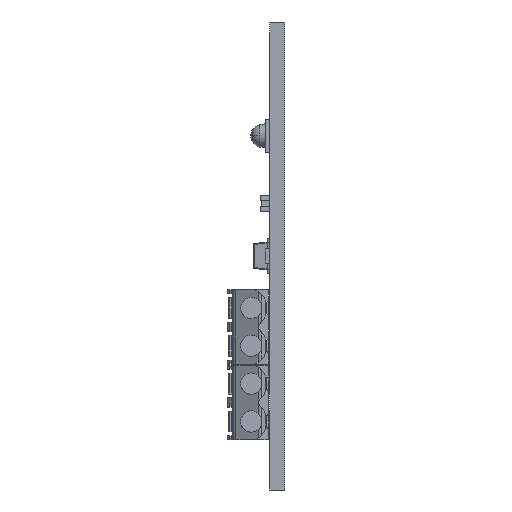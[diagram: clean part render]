
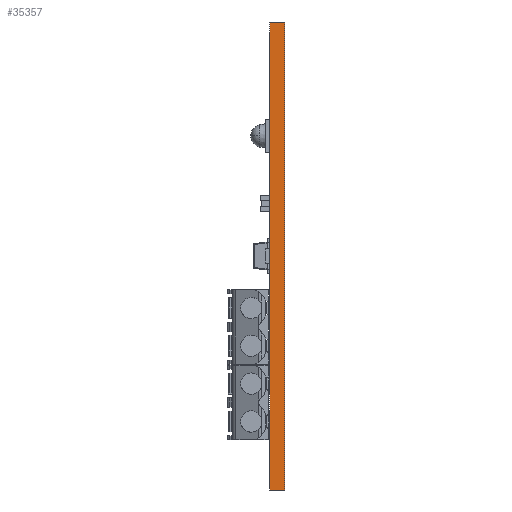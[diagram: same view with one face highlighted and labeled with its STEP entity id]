
A CAD part, left-side view. The second image highlights one B-rep face of the part: STEP entity #35357.
In plain terms, the highlighted planar face has unit normal (-1, 0, 0).
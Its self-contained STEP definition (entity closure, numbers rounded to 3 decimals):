
#4920 = VECTOR ( 'NONE', #53249, 1000. ) ;
#5162 = ORIENTED_EDGE ( 'NONE', *, *, #53250, .T. ) ;
#6847 = ORIENTED_EDGE ( 'NONE', *, *, #15843, .F. ) ;
#8052 = VECTOR ( 'NONE', #41850, 1000. ) ;
#10719 = CARTESIAN_POINT ( 'NONE',  ( 0., 0., 0. ) ) ;
#11194 = DIRECTION ( 'NONE',  ( 0., 0., -1. ) ) ;
#11645 = CARTESIAN_POINT ( 'NONE',  ( 0., -1.6, 0. ) ) ;
#11914 = LINE ( 'NONE', #10719, #67477 ) ;
#15843 = EDGE_CURVE ( 'NONE', #29342, #36274, #20912, .T. ) ;
#16355 = CARTESIAN_POINT ( 'NONE',  ( 0., -1.6, 0. ) ) ;
#16602 = DIRECTION ( 'NONE',  ( 0., 0., -1. ) ) ;
#17052 = DIRECTION ( 'NONE',  ( 1., 0., 0. ) ) ;
#20912 = LINE ( 'NONE', #42048, #4920 ) ;
#23577 = VECTOR ( 'NONE', #16602, 1000. ) ;
#24169 = CARTESIAN_POINT ( 'NONE',  ( 0., -1.6, -49.5 ) ) ;
#25247 = LINE ( 'NONE', #16355, #23577 ) ;
#27290 = CARTESIAN_POINT ( 'NONE',  ( 0., 0., -49.5 ) ) ;
#29342 = VERTEX_POINT ( 'NONE', #24169 ) ;
#33021 = FACE_OUTER_BOUND ( 'NONE', #63885, .T. ) ;
#35357 = ADVANCED_FACE ( 'NONE', ( #33021 ), #43936, .F. ) ;
#36274 = VERTEX_POINT ( 'NONE', #27290 ) ;
#41850 = DIRECTION ( 'NONE',  ( 0., 1., 0. ) ) ;
#41931 = EDGE_CURVE ( 'NONE', #55917, #29342, #25247, .T. ) ;
#42048 = CARTESIAN_POINT ( 'NONE',  ( 0., -1.6, -49.5 ) ) ;
#42085 = CARTESIAN_POINT ( 'NONE',  ( 0., -1.6, 0. ) ) ;
#43815 = VERTEX_POINT ( 'NONE', #50700 ) ;
#43936 = PLANE ( 'NONE',  #57350 ) ;
#44961 = EDGE_CURVE ( 'NONE', #55917, #43815, #50975, .T. ) ;
#49655 = ORIENTED_EDGE ( 'NONE', *, *, #44961, .T. ) ;
#50700 = CARTESIAN_POINT ( 'NONE',  ( 0., 0., 0. ) ) ;
#50975 = LINE ( 'NONE', #42085, #8052 ) ;
#53249 = DIRECTION ( 'NONE',  ( 0., 1., 0. ) ) ;
#53250 = EDGE_CURVE ( 'NONE', #43815, #36274, #11914, .T. ) ;
#54712 = DIRECTION ( 'NONE',  ( 0., 0., -1. ) ) ;
#55917 = VERTEX_POINT ( 'NONE', #62692 ) ;
#57350 = AXIS2_PLACEMENT_3D ( 'NONE', #11645, #17052, #54712 ) ;
#62692 = CARTESIAN_POINT ( 'NONE',  ( 0., -1.6, 0. ) ) ;
#63885 = EDGE_LOOP ( 'NONE', ( #5162, #6847, #66319, #49655 ) ) ;
#66319 = ORIENTED_EDGE ( 'NONE', *, *, #41931, .F. ) ;
#67477 = VECTOR ( 'NONE', #11194, 1000. ) ;
